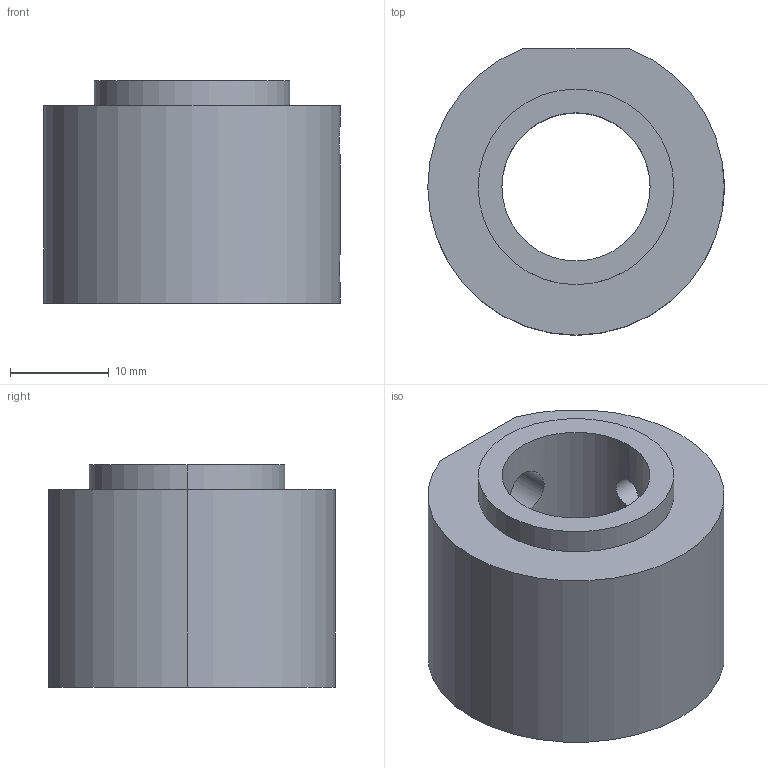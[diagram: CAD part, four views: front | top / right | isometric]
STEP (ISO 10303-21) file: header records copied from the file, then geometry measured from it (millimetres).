
FILE_DESCRIPTION (( 'STEP AP203' ), '1' );
FILE_NAME ('380138~0.STEP', '2023-06-22T09:45:36', ( '' ), ( '' ), 'SwSTEP 2.0', 'SolidWorks 2016', '' );
FILE_SCHEMA (( 'CONFIG_CONTROL_DESIGN' ));
Length unit declared in the file: millimetre
Products named in the file (1): 380138~0
Bounding box: 30 x 29 x 22.5 mm (x, y, z)
Volume: 10405.9 mm3; surface area: 4392.8 mm2
Topology: 1 solids, 1 shells, 19 faces, 52 edges, 32 vertices
Faces by surface type: cylinder 15, plane 4
Entity records: 1005 total; most frequent: CARTESIAN_POINT 436, ORIENTED_EDGE 104, DIRECTION 98, EDGE_CURVE 52, AXIS2_PLACEMENT_3D 38, VERTEX_POINT 32, EDGE_LOOP 26, VECTOR 22
